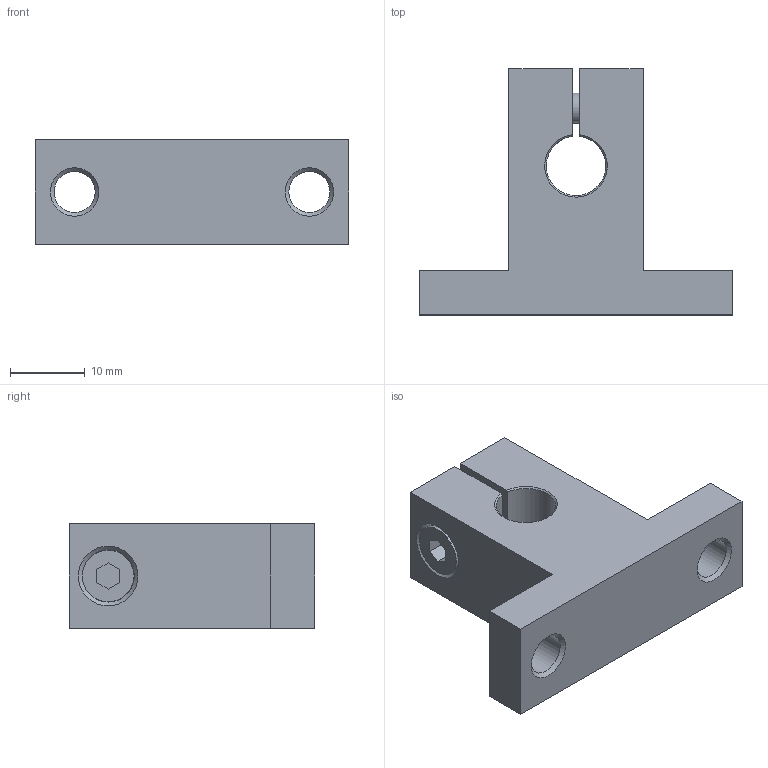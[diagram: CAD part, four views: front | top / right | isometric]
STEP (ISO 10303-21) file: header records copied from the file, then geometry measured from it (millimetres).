
FILE_DESCRIPTION(('FreeCAD Model'),'2;1');
FILE_NAME('SK8 SC8UU 8mm Linear Rail Shaft Support.stp', '2017-12-16T12:39:17',('Author'),(''), 'Open CASCADE STEP processor 7.1','FreeCAD','Unknown');
FILE_SCHEMA(('AUTOMOTIVE_DESIGN { 1 0 10303 214 1 1 1 1 }'));
Length unit declared in the file: millimetre
Products named in the file (3): SK8; Screw_M4x14_ISO4762_8,8_A2K001; Main
Assembly tree (2 placements, depth 2):
  SK8
    Screw_M4x14_ISO4762_8,8_A2K001
    Main
Bounding box: 42 x 33 x 14 mm (x, y, z)
Volume: 9169.3 mm3; surface area: 4689.7 mm2
Topology: 2 solids, 2 shells, 45 faces, 105 edges, 67 vertices
Faces by surface type: plane 24, cone 12, cylinder 8, torus 1
Full cylindrical faces by diameter (mm): 4 x3, 5.5 x2, 7 x2
Entity records: 2750 total; most frequent: CARTESIAN_POINT 524, DIRECTION 415, LINE 235, VECTOR 235, ORIENTED_EDGE 210, PCURVE 210, DEFINITIONAL_REPRESENTATION 210, EDGE_CURVE 105
